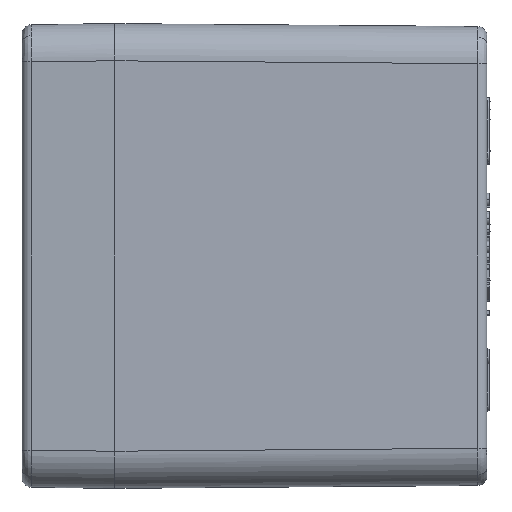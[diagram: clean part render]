
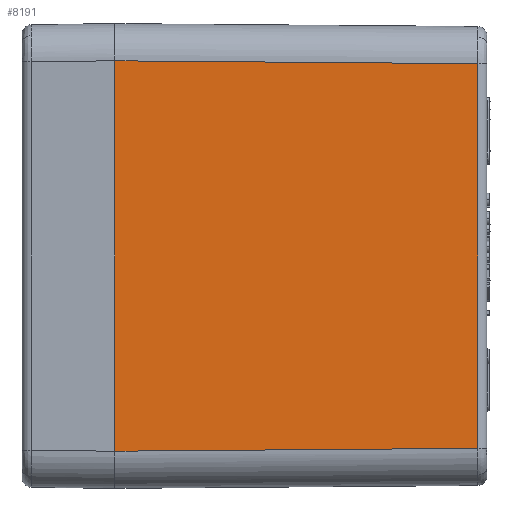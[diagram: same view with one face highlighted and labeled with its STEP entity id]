
A CAD part, left-side view. The second image highlights one B-rep face of the part: STEP entity #8191.
In plain terms, the highlighted planar face has unit normal (-1, -0.008, 0).
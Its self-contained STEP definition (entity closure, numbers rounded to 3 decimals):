
#2054 = CARTESIAN_POINT ( 'NONE',  ( -40., 2.047, -31.501 ) ) ;
#3824 = EDGE_LOOP ( 'NONE', ( #44157, #35426, #28019, #40265 ) ) ;
#4705 = VERTEX_POINT ( 'NONE', #30093 ) ;
#5387 = LINE ( 'NONE', #53331, #51553 ) ;
#6295 = EDGE_CURVE ( 'NONE', #34559, #4705, #5387, .T. ) ;
#6541 = DIRECTION ( 'NONE',  ( 0.008, -1., 0.008 ) ) ;
#7109 = VERTEX_POINT ( 'NONE', #22544 ) ;
#8191 = ADVANCED_FACE ( 'NONE', ( #47253 ), #41301, .T. ) ;
#13072 = CARTESIAN_POINT ( 'NONE',  ( -39.987, 0.3, -31.487 ) ) ;
#14042 = DIRECTION ( 'NONE',  ( -0.008, 1., 0.008 ) ) ;
#14246 = VECTOR ( 'NONE', #14042, 1000. ) ;
#20105 = VECTOR ( 'NONE', #6541, 1000. ) ;
#21089 = VERTEX_POINT ( 'NONE', #26567 ) ;
#22544 = CARTESIAN_POINT ( 'NONE',  ( -39.527, -58.212, 31.027 ) ) ;
#24528 = CARTESIAN_POINT ( 'NONE',  ( -39.527, -58.212, 31.016 ) ) ;
#26567 = CARTESIAN_POINT ( 'NONE',  ( -39.527, -58.212, -31.027 ) ) ;
#27468 = LINE ( 'NONE', #49592, #14246 ) ;
#28019 = ORIENTED_EDGE ( 'NONE', *, *, #33002, .T. ) ;
#28866 = EDGE_CURVE ( 'NONE', #34559, #21089, #33381, .T. ) ;
#29047 = DIRECTION ( 'NONE',  ( 0., 0., 1. ) ) ;
#30093 = CARTESIAN_POINT ( 'NONE',  ( -39.987, 0.3, 31.487 ) ) ;
#33002 = EDGE_CURVE ( 'NONE', #7109, #4705, #27468, .T. ) ;
#33381 = LINE ( 'NONE', #2054, #20105 ) ;
#34559 = VERTEX_POINT ( 'NONE', #13072 ) ;
#34651 = AXIS2_PLACEMENT_3D ( 'NONE', #41370, #41103, #41038 ) ;
#35426 = ORIENTED_EDGE ( 'NONE', *, *, #53927, .T. ) ;
#40265 = ORIENTED_EDGE ( 'NONE', *, *, #6295, .F. ) ;
#41038 = DIRECTION ( 'NONE',  ( 0.008, -1., 0. ) ) ;
#41103 = DIRECTION ( 'NONE',  ( -1., -0.008, 0. ) ) ;
#41301 = PLANE ( 'NONE',  #34651 ) ;
#41370 = CARTESIAN_POINT ( 'NONE',  ( -40., 2., -37.5 ) ) ;
#44157 = ORIENTED_EDGE ( 'NONE', *, *, #28866, .T. ) ;
#47253 = FACE_OUTER_BOUND ( 'NONE', #3824, .T. ) ;
#49592 = CARTESIAN_POINT ( 'NONE',  ( -39.996, 1.458, 31.496 ) ) ;
#50135 = VECTOR ( 'NONE', #29047, 1000. ) ;
#51528 = LINE ( 'NONE', #24528, #50135 ) ;
#51553 = VECTOR ( 'NONE', #53210, 1000. ) ;
#53210 = DIRECTION ( 'NONE',  ( 0., 0., 1. ) ) ;
#53331 = CARTESIAN_POINT ( 'NONE',  ( -39.987, 0.3, -37.5 ) ) ;
#53927 = EDGE_CURVE ( 'NONE', #21089, #7109, #51528, .T. ) ;
